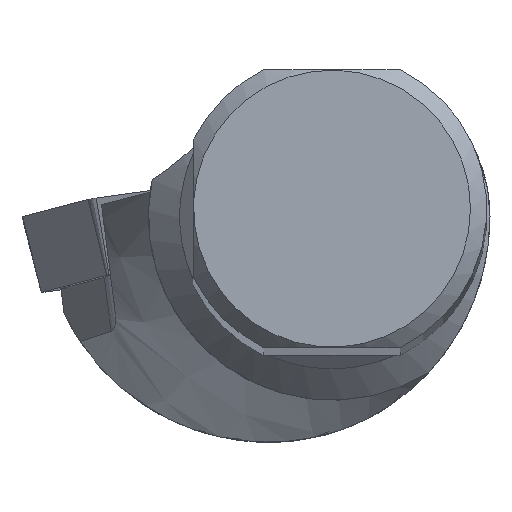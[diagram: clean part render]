
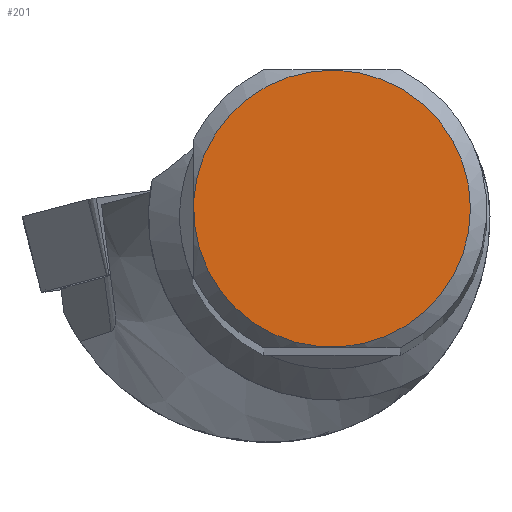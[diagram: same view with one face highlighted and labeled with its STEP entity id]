
A CAD part, top view. The second image highlights one B-rep face of the part: STEP entity #201.
In plain terms, the highlighted planar face has unit normal (0, 0, 1).
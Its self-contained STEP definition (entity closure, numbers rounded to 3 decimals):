
#153=FACE_OUTER_BOUND('',#424,.T.);
#201=ADVANCED_FACE('',(#153),#234,.T.);
#234=PLANE('',#1122);
#424=EDGE_LOOP('',(#611));
#611=ORIENTED_EDGE('',*,*,#903,.T.);
#789=VERTEX_POINT('',#1837);
#903=EDGE_CURVE('',#789,#789,#955,.T.);
#955=CIRCLE('',#1121,4.256);
#1121=AXIS2_PLACEMENT_3D('',#1836,#1341,#1342);
#1122=AXIS2_PLACEMENT_3D('',#1838,#1343,#1344);
#1341=DIRECTION('',(0.,0.,1.));
#1342=DIRECTION('',(1.,0.,0.));
#1343=DIRECTION('',(0.,0.,1.));
#1344=DIRECTION('',(1.,0.,0.));
#1836=CARTESIAN_POINT('',(0.,0.,0.));
#1837=CARTESIAN_POINT('',(4.256,0.,0.));
#1838=CARTESIAN_POINT('',(0.,0.,
0.));
